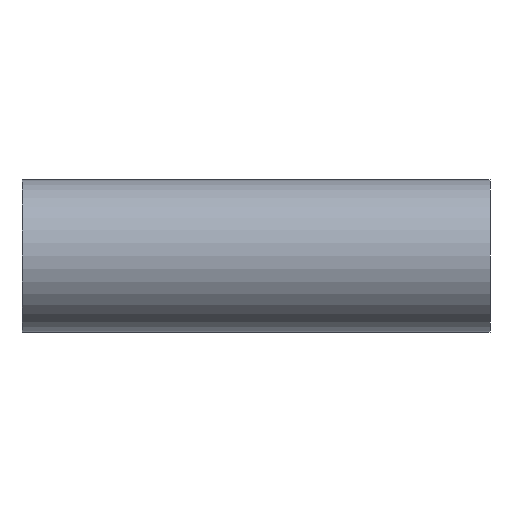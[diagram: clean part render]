
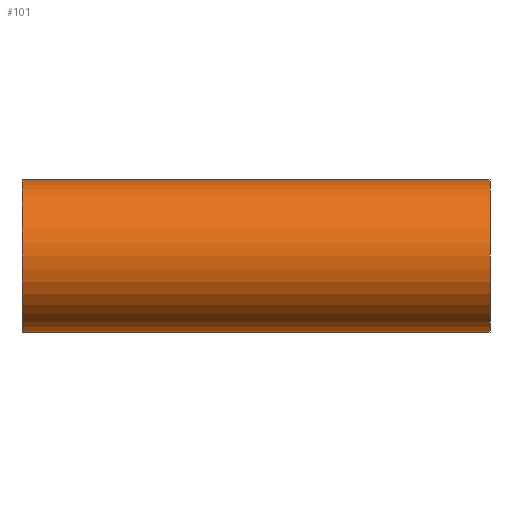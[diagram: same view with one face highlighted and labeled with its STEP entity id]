
A CAD part, left-side view. The second image highlights one B-rep face of the part: STEP entity #101.
In plain terms, the highlighted cylindrical face has radius 112.5 mm (diameter 225 mm), a partial arc.
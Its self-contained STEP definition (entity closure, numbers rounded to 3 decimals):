
#2 = VERTEX_POINT ( 'NONE', #206 ) ;
#4 = FACE_OUTER_BOUND ( 'NONE', #314, .T. ) ;
#7 = VECTOR ( 'NONE', #115, 1000. ) ;
#28 = ORIENTED_EDGE ( 'NONE', *, *, #87, .T. ) ;
#39 = EDGE_CURVE ( 'NONE', #120, #290, #90, .T. ) ;
#40 = AXIS2_PLACEMENT_3D ( 'NONE', #93, #267, #370 ) ;
#45 = ORIENTED_EDGE ( 'NONE', *, *, #391, .F. ) ;
#57 = CARTESIAN_POINT ( 'NONE',  ( 0., 692., 112.5 ) ) ;
#69 = CARTESIAN_POINT ( 'NONE',  ( 0., 0., -112.5 ) ) ;
#83 = LINE ( 'NONE', #159, #167 ) ;
#87 = EDGE_CURVE ( 'NONE', #283, #120, #83, .T. ) ;
#90 = LINE ( 'NONE', #232, #382 ) ;
#93 = CARTESIAN_POINT ( 'NONE',  ( 0., 692., 0. ) ) ;
#94 = VECTOR ( 'NONE', #237, 1000. ) ;
#101 = ADVANCED_FACE ( 'NONE', ( #4 ), #305, .T. ) ;
#103 = CARTESIAN_POINT ( 'NONE',  ( 0., 0., 0. ) ) ;
#105 = CARTESIAN_POINT ( 'NONE',  ( 0., 217., 112.5 ) ) ;
#111 = EDGE_CURVE ( 'NONE', #449, #2, #413, .T. ) ;
#115 = DIRECTION ( 'NONE',  ( 0., -1., 0. ) ) ;
#120 = VERTEX_POINT ( 'NONE', #160 ) ;
#140 = AXIS2_PLACEMENT_3D ( 'NONE', #460, #211, #348 ) ;
#159 = CARTESIAN_POINT ( 'NONE',  ( 0., 692., -112.5 ) ) ;
#160 = CARTESIAN_POINT ( 'NONE',  ( 0., 217., -112.5 ) ) ;
#167 = VECTOR ( 'NONE', #368, 1000. ) ;
#191 = ORIENTED_EDGE ( 'NONE', *, *, #213, .F. ) ;
#201 = CARTESIAN_POINT ( 'NONE',  ( 0., 692., 112.5 ) ) ;
#206 = CARTESIAN_POINT ( 'NONE',  ( 0., 0., 112.5 ) ) ;
#211 = DIRECTION ( 'NONE',  ( 0., 1., 0. ) ) ;
#213 = EDGE_CURVE ( 'NONE', #439, #449, #293, .T. ) ;
#232 = CARTESIAN_POINT ( 'NONE',  ( 0., 692., -112.5 ) ) ;
#237 = DIRECTION ( 'NONE',  ( 0., -1., 0. ) ) ;
#249 = CIRCLE ( 'NONE', #289, 112.5 ) ;
#257 = CARTESIAN_POINT ( 'NONE',  ( 0., 692., 112.5 ) ) ;
#267 = DIRECTION ( 'NONE',  ( 0., -1., 0. ) ) ;
#278 = DIRECTION ( 'NONE',  ( 0., 0., 1. ) ) ;
#283 = VERTEX_POINT ( 'NONE', #359 ) ;
#289 = AXIS2_PLACEMENT_3D ( 'NONE', #103, #315, #278 ) ;
#290 = VERTEX_POINT ( 'NONE', #69 ) ;
#293 = LINE ( 'NONE', #257, #7 ) ;
#304 = ORIENTED_EDGE ( 'NONE', *, *, #39, .T. ) ;
#305 = CYLINDRICAL_SURFACE ( 'NONE', #40, 112.5 ) ;
#314 = EDGE_LOOP ( 'NONE', ( #191, #45, #28, #304, #447, #481 ) ) ;
#315 = DIRECTION ( 'NONE',  ( 0., 1., 0. ) ) ;
#348 = DIRECTION ( 'NONE',  ( 0., 0., 1. ) ) ;
#359 = CARTESIAN_POINT ( 'NONE',  ( 0., 692., -112.5 ) ) ;
#368 = DIRECTION ( 'NONE',  ( 0., -1., 0. ) ) ;
#370 = DIRECTION ( 'NONE',  ( 0., 0., -1. ) ) ;
#382 = VECTOR ( 'NONE', #412, 1000. ) ;
#391 = EDGE_CURVE ( 'NONE', #283, #439, #392, .T. ) ;
#392 = CIRCLE ( 'NONE', #140, 112.5 ) ;
#412 = DIRECTION ( 'NONE',  ( 0., -1., 0. ) ) ;
#413 = LINE ( 'NONE', #201, #94 ) ;
#439 = VERTEX_POINT ( 'NONE', #57 ) ;
#447 = ORIENTED_EDGE ( 'NONE', *, *, #450, .T. ) ;
#449 = VERTEX_POINT ( 'NONE', #105 ) ;
#450 = EDGE_CURVE ( 'NONE', #290, #2, #249, .T. ) ;
#460 = CARTESIAN_POINT ( 'NONE',  ( 0., 692., 0. ) ) ;
#481 = ORIENTED_EDGE ( 'NONE', *, *, #111, .F. ) ;
